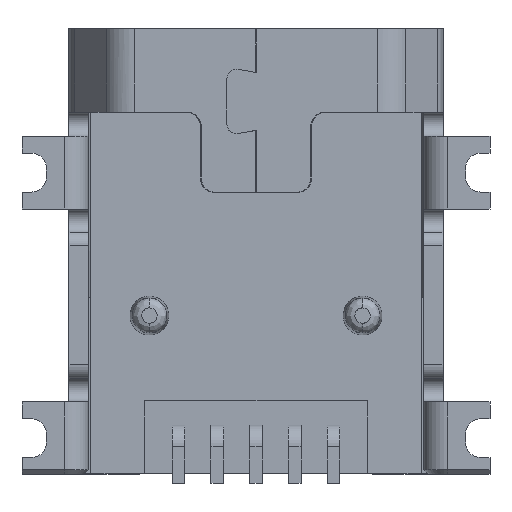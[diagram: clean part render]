
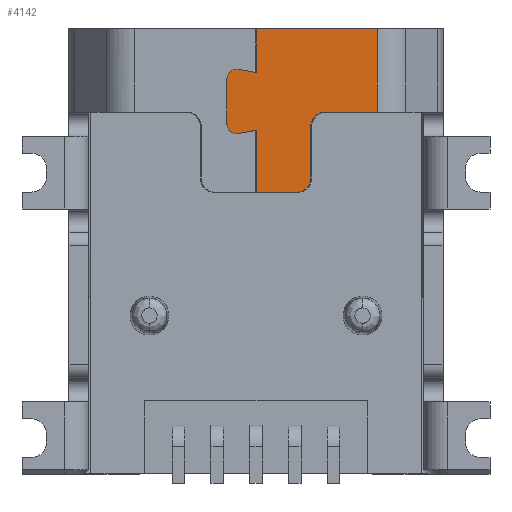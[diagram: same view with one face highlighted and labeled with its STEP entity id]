
A CAD part, front view. The second image highlights one B-rep face of the part: STEP entity #4142.
In plain terms, the highlighted planar face has unit normal (0, -1, 0).
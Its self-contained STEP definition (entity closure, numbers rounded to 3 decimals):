
#2 = AXIS2_PLACEMENT_3D ( 'NONE', #15265, #3265, #118 ) ;
#16 = VERTEX_POINT ( 'NONE', #8936 ) ;
#118 = DIRECTION ( 'NONE',  ( 0., 0., -1. ) ) ;
#167 = AXIS2_PLACEMENT_3D ( 'NONE', #10373, #9035, #3041 ) ;
#312 = LINE ( 'NONE', #5650, #18909 ) ;
#589 = EDGE_CURVE ( 'NONE', #10270, #4574, #839, .T. ) ;
#839 = CIRCLE ( 'NONE', #10298, 0.199 ) ;
#963 = CARTESIAN_POINT ( 'NONE',  ( 1.825, -0.02, 5.8 ) ) ;
#969 = DIRECTION ( 'NONE',  ( 0.985, 0., 0.174 ) ) ;
#976 = CARTESIAN_POINT ( 'NONE',  ( -3.864, -0.02, 9.18 ) ) ;
#1201 = VERTEX_POINT ( 'NONE', #4947 ) ;
#1336 = ORIENTED_EDGE ( 'NONE', *, *, #5867, .T. ) ;
#1355 = VERTEX_POINT ( 'NONE', #19029 ) ;
#1429 = LINE ( 'NONE', #18870, #10135 ) ;
#1486 = CARTESIAN_POINT ( 'NONE',  ( -0.383, -0.02, 7.015 ) ) ;
#1604 = VERTEX_POINT ( 'NONE', #9224 ) ;
#1756 = DIRECTION ( 'NONE',  ( 0., 0., -1. ) ) ;
#1876 = ORIENTED_EDGE ( 'NONE', *, *, #8777, .T. ) ;
#1962 = EDGE_CURVE ( 'NONE', #16, #16715, #1429, .T. ) ;
#2183 = VERTEX_POINT ( 'NONE', #4476 ) ;
#2634 = ORIENTED_EDGE ( 'NONE', *, *, #1962, .T. ) ;
#2757 = DIRECTION ( 'NONE',  ( -0.985, 0., 0.174 ) ) ;
#2993 = ORIENTED_EDGE ( 'NONE', *, *, #11729, .T. ) ;
#3041 = DIRECTION ( 'NONE',  ( 0., 0., -1. ) ) ;
#3116 = VERTEX_POINT ( 'NONE', #14194 ) ;
#3244 = DIRECTION ( 'NONE',  ( 0., 0., -1. ) ) ;
#3265 = DIRECTION ( 'NONE',  ( 0., -1., 0. ) ) ;
#3614 = EDGE_CURVE ( 'NONE', #2183, #1604, #7877, .T. ) ;
#3887 = CARTESIAN_POINT ( 'NONE',  ( -0.365, -0.02, 7.017 ) ) ;
#4010 = DIRECTION ( 'NONE',  ( 1., 0., 0. ) ) ;
#4142 = ADVANCED_FACE ( 'NONE', ( #16455 ), #4606, .T. ) ;
#4159 = LINE ( 'NONE', #976, #13367 ) ;
#4201 = CIRCLE ( 'NONE', #167, 0.3 ) ;
#4261 = DIRECTION ( 'NONE',  ( 1., 0., 0. ) ) ;
#4443 = ORIENTED_EDGE ( 'NONE', *, *, #10594, .T. ) ;
#4476 = CARTESIAN_POINT ( 'NONE',  ( -0.365, -0.02, 8.343 ) ) ;
#4574 = VERTEX_POINT ( 'NONE', #1486 ) ;
#4606 = PLANE ( 'NONE',  #2 ) ;
#4678 = EDGE_CURVE ( 'NONE', #4574, #1201, #10174, .T. ) ;
#4836 = LINE ( 'NONE', #13646, #9796 ) ;
#4947 = CARTESIAN_POINT ( 'NONE',  ( 0.001, -0.02, 7.081 ) ) ;
#5065 = VECTOR ( 'NONE', #19454, 1000. ) ;
#5514 = VECTOR ( 'NONE', #19292, 1000. ) ;
#5627 = ORIENTED_EDGE ( 'NONE', *, *, #4678, .T. ) ;
#5650 = CARTESIAN_POINT ( 'NONE',  ( 0.001, -0.02, 8.279 ) ) ;
#5867 = EDGE_CURVE ( 'NONE', #15150, #2183, #312, .T. ) ;
#5872 = CARTESIAN_POINT ( 'NONE',  ( 1.13, -0.02, 7.16 ) ) ;
#6116 = VECTOR ( 'NONE', #969, 1000. ) ;
#6491 = DIRECTION ( 'NONE',  ( 0., 0., -1. ) ) ;
#6837 = CARTESIAN_POINT ( 'NONE',  ( 0.001, -0.02, 9.18 ) ) ;
#7292 = VECTOR ( 'NONE', #13335, 1000. ) ;
#7325 = ORIENTED_EDGE ( 'NONE', *, *, #7809, .T. ) ;
#7403 = CARTESIAN_POINT ( 'NONE',  ( 2.502, -0.02, 4.389 ) ) ;
#7606 = CARTESIAN_POINT ( 'NONE',  ( 1.43, -0.02, 7.16 ) ) ;
#7691 = CARTESIAN_POINT ( 'NONE',  ( 2.502, -0.02, 7.46 ) ) ;
#7809 = EDGE_CURVE ( 'NONE', #19303, #15150, #4836, .T. ) ;
#7877 = CIRCLE ( 'NONE', #12677, 0.199 ) ;
#7914 = ORIENTED_EDGE ( 'NONE', *, *, #9514, .T. ) ;
#7956 = CARTESIAN_POINT ( 'NONE',  ( -0.4, -0.02, 7.213 ) ) ;
#8386 = EDGE_LOOP ( 'NONE', ( #2634, #1876, #7914, #2993, #17697, #7325, #1336, #9453, #18039, #15835, #5627, #19353, #4443, #17069 ) ) ;
#8777 = EDGE_CURVE ( 'NONE', #16715, #16037, #13442, .T. ) ;
#8822 = VERTEX_POINT ( 'NONE', #15081 ) ;
#8936 = CARTESIAN_POINT ( 'NONE',  ( 1.13, -0.02, 6.1 ) ) ;
#9035 = DIRECTION ( 'NONE',  ( 0., -1., 0. ) ) ;
#9086 = LINE ( 'NONE', #7403, #5065 ) ;
#9224 = CARTESIAN_POINT ( 'NONE',  ( -0.599, -0.02, 8.147 ) ) ;
#9453 = ORIENTED_EDGE ( 'NONE', *, *, #3614, .T. ) ;
#9514 = EDGE_CURVE ( 'NONE', #16037, #18692, #12343, .T. ) ;
#9796 = VECTOR ( 'NONE', #1756, 1000. ) ;
#9942 = DIRECTION ( 'NONE',  ( 0., 0., 1. ) ) ;
#10135 = VECTOR ( 'NONE', #9942, 1000. ) ;
#10174 = LINE ( 'NONE', #3887, #6116 ) ;
#10192 = CARTESIAN_POINT ( 'NONE',  ( -0.599, -0.02, 4.389 ) ) ;
#10270 = VERTEX_POINT ( 'NONE', #17927 ) ;
#10298 = AXIS2_PLACEMENT_3D ( 'NONE', #7956, #15602, #6491 ) ;
#10373 = CARTESIAN_POINT ( 'NONE',  ( 0.83, -0.02, 6.1 ) ) ;
#10539 = CARTESIAN_POINT ( 'NONE',  ( 0.001, -0.02, 8.279 ) ) ;
#10594 = EDGE_CURVE ( 'NONE', #8822, #1355, #17147, .T. ) ;
#11729 = EDGE_CURVE ( 'NONE', #18692, #3116, #9086, .T. ) ;
#12017 = DIRECTION ( 'NONE',  ( 0., 0., -1. ) ) ;
#12272 = VECTOR ( 'NONE', #4010, 1000. ) ;
#12343 = LINE ( 'NONE', #16032, #7292 ) ;
#12677 = AXIS2_PLACEMENT_3D ( 'NONE', #16842, #15311, #3244 ) ;
#13032 = CARTESIAN_POINT ( 'NONE',  ( 1.43, -0.02, 7.46 ) ) ;
#13335 = DIRECTION ( 'NONE',  ( 1., 0., 0. ) ) ;
#13367 = VECTOR ( 'NONE', #4261, 1000. ) ;
#13442 = CIRCLE ( 'NONE', #15443, 0.3 ) ;
#13539 = LINE ( 'NONE', #15115, #17476 ) ;
#13646 = CARTESIAN_POINT ( 'NONE',  ( 0.001, -0.02, 4.389 ) ) ;
#14101 = EDGE_CURVE ( 'NONE', #1604, #10270, #19179, .T. ) ;
#14130 = EDGE_CURVE ( 'NONE', #19303, #3116, #4159, .T. ) ;
#14194 = CARTESIAN_POINT ( 'NONE',  ( 2.502, -0.02, 9.18 ) ) ;
#15081 = CARTESIAN_POINT ( 'NONE',  ( 0.001, -0.02, 5.8 ) ) ;
#15115 = CARTESIAN_POINT ( 'NONE',  ( 0.001, -0.02, 4.389 ) ) ;
#15150 = VERTEX_POINT ( 'NONE', #10539 ) ;
#15152 = EDGE_CURVE ( 'NONE', #1201, #8822, #13539, .T. ) ;
#15265 = CARTESIAN_POINT ( 'NONE',  ( 1.825, -0.02, 4.389 ) ) ;
#15311 = DIRECTION ( 'NONE',  ( 0., -1., 0. ) ) ;
#15443 = AXIS2_PLACEMENT_3D ( 'NONE', #7606, #18283, #18035 ) ;
#15602 = DIRECTION ( 'NONE',  ( 0., -1., 0. ) ) ;
#15835 = ORIENTED_EDGE ( 'NONE', *, *, #589, .T. ) ;
#16032 = CARTESIAN_POINT ( 'NONE',  ( 1.825, -0.02, 7.46 ) ) ;
#16037 = VERTEX_POINT ( 'NONE', #13032 ) ;
#16455 = FACE_OUTER_BOUND ( 'NONE', #8386, .T. ) ;
#16715 = VERTEX_POINT ( 'NONE', #5872 ) ;
#16842 = CARTESIAN_POINT ( 'NONE',  ( -0.4, -0.02, 8.147 ) ) ;
#17069 = ORIENTED_EDGE ( 'NONE', *, *, #17272, .T. ) ;
#17147 = LINE ( 'NONE', #963, #12272 ) ;
#17272 = EDGE_CURVE ( 'NONE', #1355, #16, #4201, .T. ) ;
#17476 = VECTOR ( 'NONE', #12017, 1000. ) ;
#17697 = ORIENTED_EDGE ( 'NONE', *, *, #14130, .F. ) ;
#17927 = CARTESIAN_POINT ( 'NONE',  ( -0.599, -0.02, 7.213 ) ) ;
#18035 = DIRECTION ( 'NONE',  ( 0., 0., -1. ) ) ;
#18039 = ORIENTED_EDGE ( 'NONE', *, *, #14101, .T. ) ;
#18283 = DIRECTION ( 'NONE',  ( 0., 1., 0. ) ) ;
#18692 = VERTEX_POINT ( 'NONE', #7691 ) ;
#18870 = CARTESIAN_POINT ( 'NONE',  ( 1.13, -0.02, 4.389 ) ) ;
#18909 = VECTOR ( 'NONE', #2757, 1000. ) ;
#19029 = CARTESIAN_POINT ( 'NONE',  ( 0.83, -0.02, 5.8 ) ) ;
#19179 = LINE ( 'NONE', #10192, #5514 ) ;
#19292 = DIRECTION ( 'NONE',  ( 0., 0., -1. ) ) ;
#19303 = VERTEX_POINT ( 'NONE', #6837 ) ;
#19353 = ORIENTED_EDGE ( 'NONE', *, *, #15152, .T. ) ;
#19454 = DIRECTION ( 'NONE',  ( 0., 0., 1. ) ) ;
